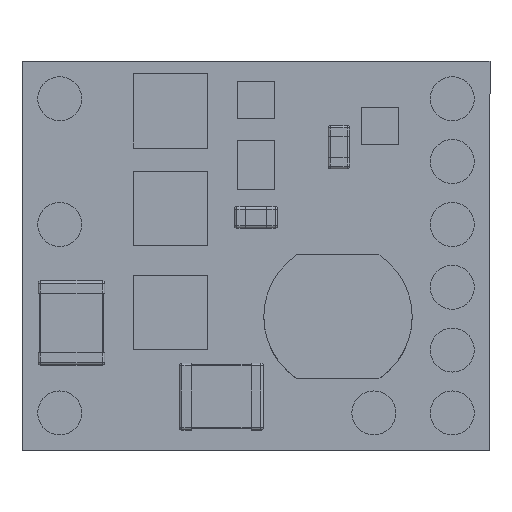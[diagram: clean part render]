
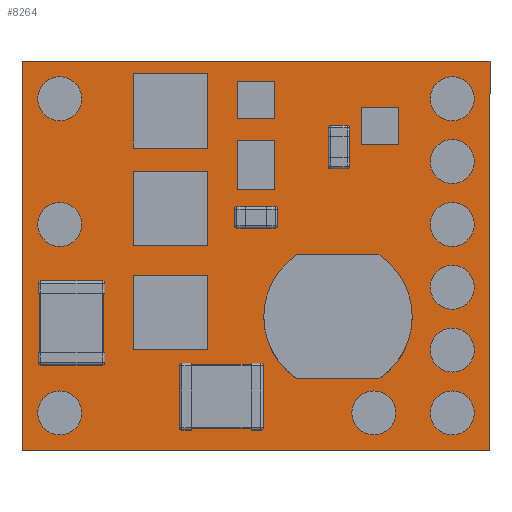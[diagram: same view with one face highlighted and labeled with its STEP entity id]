
A CAD part, top view. The second image highlights one B-rep face of the part: STEP entity #8264.
In plain terms, the highlighted planar face has unit normal (0, 0, 1).
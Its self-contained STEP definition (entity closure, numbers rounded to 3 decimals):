
#8134=CARTESIAN_POINT('',(-9.46,-7.875,2.6));
#8135=VERTEX_POINT('',#8134);
#8136=CARTESIAN_POINT('',(-9.46,7.875,2.6));
#8137=VERTEX_POINT('',#8136);
#8138=CARTESIAN_POINT('',(-9.46,-7.875,2.6));
#8139=DIRECTION('',(0.0,1.0,0.0));
#8140=VECTOR('',#8139,15.75);
#8141=LINE('',#8138,#8140);
#8142=EDGE_CURVE('',#8135,#8137,#8141,.T.);
#8174=CARTESIAN_POINT('',(9.46,7.875,2.6));
#8175=VERTEX_POINT('',#8174);
#8176=CARTESIAN_POINT('',(-9.46,7.875,2.6));
#8177=DIRECTION('',(1.0,0.0,0.0));
#8178=VECTOR('',#8177,18.92);
#8179=LINE('',#8176,#8178);
#8180=EDGE_CURVE('',#8137,#8175,#8179,.T.);
#8205=CARTESIAN_POINT('',(9.46,-7.875,2.6));
#8206=VERTEX_POINT('',#8205);
#8207=CARTESIAN_POINT('',(9.46,7.875,2.6));
#8208=DIRECTION('',(0.0,-1.0,0.0));
#8209=VECTOR('',#8208,15.75);
#8210=LINE('',#8207,#8209);
#8211=EDGE_CURVE('',#8175,#8206,#8210,.T.);
#8236=CARTESIAN_POINT('',(9.46,-7.875,2.6));
#8237=DIRECTION('',(-1.0,0.0,0.0));
#8238=VECTOR('',#8237,18.92);
#8239=LINE('',#8236,#8238);
#8240=EDGE_CURVE('',#8206,#8135,#8239,.T.);
#8253=CARTESIAN_POINT('',(0.,0.,2.6));
#8254=DIRECTION('',(0.0,0.0,1.0));
#8255=DIRECTION('',(1.0,0.0,0.0));
#8256=AXIS2_PLACEMENT_3D('',#8253,#8254,#8255);
#8257=PLANE('',#8256);
#8258=ORIENTED_EDGE('',*,*,#8142,.F.);
#8259=ORIENTED_EDGE('',*,*,#8240,.F.);
#8260=ORIENTED_EDGE('',*,*,#8211,.F.);
#8261=ORIENTED_EDGE('',*,*,#8180,.F.);
#8262=EDGE_LOOP('',(#8258,#8259,#8260,#8261));
#8263=FACE_OUTER_BOUND('',#8262,.T.);
#8264=ADVANCED_FACE('',(#8263),#8257,.T.);
